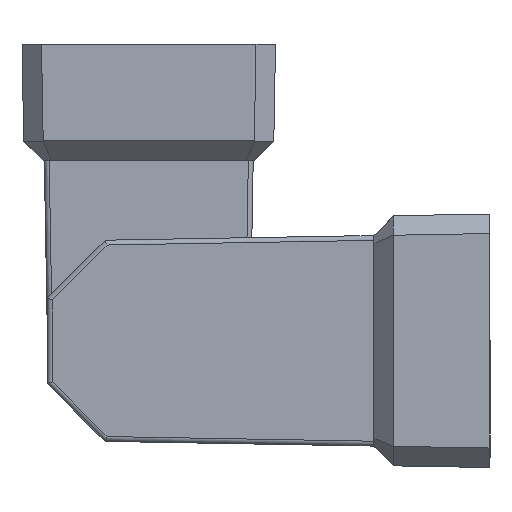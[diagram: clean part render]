
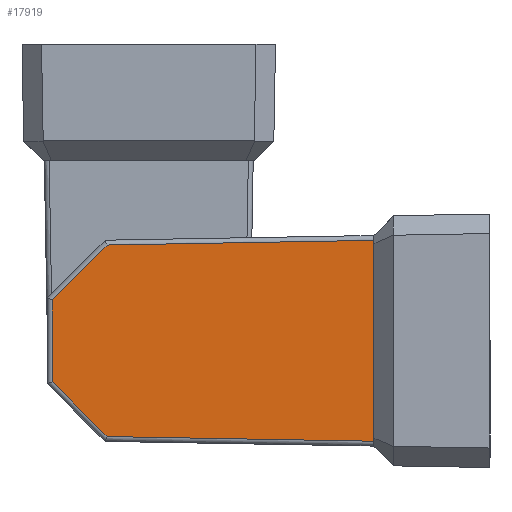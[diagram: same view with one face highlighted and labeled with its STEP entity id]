
A CAD part, left-side view. The second image highlights one B-rep face of the part: STEP entity #17919.
In plain terms, the highlighted face is planar.
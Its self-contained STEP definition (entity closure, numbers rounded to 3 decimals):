
#1623=LINE('',#30477,#3021);
#1720=LINE('',#31534,#3118);
#1721=LINE('',#31535,#3119);
#1722=LINE('',#31537,#3120);
#1723=LINE('',#31539,#3121);
#1724=LINE('',#31540,#3122);
#3021=VECTOR('',#21917,20.6);
#3118=VECTOR('',#22218,7.962);
#3119=VECTOR('',#22219,27.388);
#3120=VECTOR('',#22220,27.388);
#3121=VECTOR('',#22221,7.962);
#3122=VECTOR('',#22222,8.386);
#4246=PLANE('',#19005);
#5361=FACE_OUTER_BOUND('',#6375,.T.);
#6375=EDGE_LOOP('',(#14886,#14887,#14888,#14889,#14890,#14891));
#8065=VERTEX_POINT('',#30474);
#8066=VERTEX_POINT('',#30476);
#8197=VERTEX_POINT('',#31532);
#8198=VERTEX_POINT('',#31533);
#8199=VERTEX_POINT('',#31536);
#8200=VERTEX_POINT('',#31538);
#10330=EDGE_CURVE('',#8065,#8066,#1623,.T.);
#10515=EDGE_CURVE('',#8197,#8198,#1720,.T.);
#10516=EDGE_CURVE('',#8198,#8066,#1721,.T.);
#10517=EDGE_CURVE('',#8065,#8199,#1722,.T.);
#10518=EDGE_CURVE('',#8199,#8200,#1723,.T.);
#10519=EDGE_CURVE('',#8200,#8197,#1724,.T.);
#14886=ORIENTED_EDGE('',*,*,#10515,.T.);
#14887=ORIENTED_EDGE('',*,*,#10516,.T.);
#14888=ORIENTED_EDGE('',*,*,#10330,.F.);
#14889=ORIENTED_EDGE('',*,*,#10517,.T.);
#14890=ORIENTED_EDGE('',*,*,#10518,.T.);
#14891=ORIENTED_EDGE('',*,*,#10519,.T.);
#17919=ADVANCED_FACE('',(#5361),#4246,.T.);
#19005=AXIS2_PLACEMENT_3D('',#31531,#22216,#22217);
#21917=DIRECTION('',(0.,1.,0.));
#22216=DIRECTION('center_axis',(1.,0.,-0.017));
#22217=DIRECTION('ref_axis',(-0.017,0.,-1.));
#22218=DIRECTION('',(0.012,0.707,0.707));
#22219=DIRECTION('',(0.017,0.017,1.));
#22220=DIRECTION('',(-0.017,0.017,-1.));
#22221=DIRECTION('',(-0.012,0.707,-0.707));
#22222=DIRECTION('',(0.,1.,0.));
#30474=CARTESIAN_POINT('',(-25.1,26.7,-11.9));
#30476=CARTESIAN_POINT('',(-25.1,47.3,-11.9));
#30477=CARTESIAN_POINT('',(-25.1,50.,-11.9));
#31531=CARTESIAN_POINT('Origin',(-25.1,37.,-11.9));
#31532=CARTESIAN_POINT('',(-25.676,41.193,-44.909));
#31533=CARTESIAN_POINT('',(-25.578,46.822,-39.279));
#31534=CARTESIAN_POINT('',(-25.575,46.969,-39.132));
#31535=CARTESIAN_POINT('',(-25.1,47.3,-11.884));
#31536=CARTESIAN_POINT('',(-25.578,27.178,-39.279));
#31537=CARTESIAN_POINT('',(-25.581,27.181,-39.473));
#31538=CARTESIAN_POINT('',(-25.676,32.807,-44.909));
#31539=CARTESIAN_POINT('',(-25.679,32.949,-45.051));
#31540=CARTESIAN_POINT('',(-25.676,41.4,-44.909));
